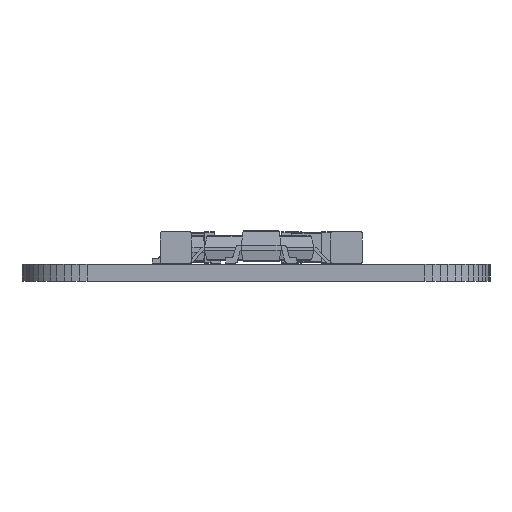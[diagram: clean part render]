
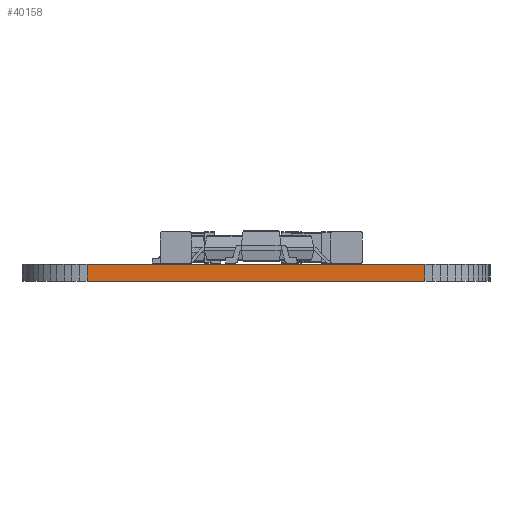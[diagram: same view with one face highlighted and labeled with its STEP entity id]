
A CAD part, front view. The second image highlights one B-rep face of the part: STEP entity #40158.
In plain terms, the highlighted planar face has unit normal (0, -1, 0).
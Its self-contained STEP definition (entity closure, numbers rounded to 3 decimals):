
#33317 = PLANE('',#33318);
#33318 = AXIS2_PLACEMENT_3D('',#33319,#33320,#33321);
#33319 = CARTESIAN_POINT('',(7.62,-24.13,0.68));
#33320 = DIRECTION('',(-0.,-0.,-1.));
#33321 = DIRECTION('',(-1.,0.,0.));
#33371 = PLANE('',#33372);
#33372 = AXIS2_PLACEMENT_3D('',#33373,#33374,#33375);
#33373 = CARTESIAN_POINT('',(7.62,-24.13,0.));
#33374 = DIRECTION('',(-0.,-0.,-1.));
#33375 = DIRECTION('',(-1.,0.,0.));
#34180 = VERTEX_POINT('',#34181);
#34181 = CARTESIAN_POINT('',(14.404,-50.874,0.));
#34195 = PLANE('',#34196);
#34196 = AXIS2_PLACEMENT_3D('',#34197,#34198,#34199);
#34197 = CARTESIAN_POINT('',(14.719,-50.855,0.));
#34198 = DIRECTION('',(0.06,-0.998,0.));
#34199 = DIRECTION('',(-0.998,-0.06,0.));
#34207 = EDGE_CURVE('',#34180,#34208,#34210,.T.);
#34208 = VERTEX_POINT('',#34209);
#34209 = CARTESIAN_POINT('',(0.836,-50.874,0.));
#34210 = SURFACE_CURVE('',#34211,(#34215,#34222),.PCURVE_S1.);
#34211 = LINE('',#34212,#34213);
#34212 = CARTESIAN_POINT('',(14.404,-50.874,0.));
#34213 = VECTOR('',#34214,1.);
#34214 = DIRECTION('',(-1.,0.,0.));
#34215 = PCURVE('',#33371,#34216);
#34216 = DEFINITIONAL_REPRESENTATION('',(#34217),#34221);
#34217 = LINE('',#34218,#34219);
#34218 = CARTESIAN_POINT('',(-6.784,-26.744));
#34219 = VECTOR('',#34220,1.);
#34220 = DIRECTION('',(1.,0.));
#34221 = ( GEOMETRIC_REPRESENTATION_CONTEXT(2) 
PARAMETRIC_REPRESENTATION_CONTEXT() REPRESENTATION_CONTEXT('2D SPACE',''
  ) );
#34222 = PCURVE('',#34223,#34228);
#34223 = PLANE('',#34224);
#34224 = AXIS2_PLACEMENT_3D('',#34225,#34226,#34227);
#34225 = CARTESIAN_POINT('',(14.404,-50.874,0.));
#34226 = DIRECTION('',(0.,-1.,0.));
#34227 = DIRECTION('',(-1.,0.,0.));
#34228 = DEFINITIONAL_REPRESENTATION('',(#34229),#34233);
#34229 = LINE('',#34230,#34231);
#34230 = CARTESIAN_POINT('',(0.,0.));
#34231 = VECTOR('',#34232,1.);
#34232 = DIRECTION('',(1.,0.));
#34233 = ( GEOMETRIC_REPRESENTATION_CONTEXT(2) 
PARAMETRIC_REPRESENTATION_CONTEXT() REPRESENTATION_CONTEXT('2D SPACE',''
  ) );
#34251 = PLANE('',#34252);
#34252 = AXIS2_PLACEMENT_3D('',#34253,#34254,#34255);
#34253 = CARTESIAN_POINT('',(0.836,-50.874,0.));
#34254 = DIRECTION('',(-0.06,-0.998,0.));
#34255 = DIRECTION('',(-0.998,0.06,0.));
#36948 = VERTEX_POINT('',#36949);
#36949 = CARTESIAN_POINT('',(14.404,-50.874,0.68));
#36970 = EDGE_CURVE('',#36948,#36971,#36973,.T.);
#36971 = VERTEX_POINT('',#36972);
#36972 = CARTESIAN_POINT('',(0.836,-50.874,0.68));
#36973 = SURFACE_CURVE('',#36974,(#36978,#36985),.PCURVE_S1.);
#36974 = LINE('',#36975,#36976);
#36975 = CARTESIAN_POINT('',(14.404,-50.874,0.68));
#36976 = VECTOR('',#36977,1.);
#36977 = DIRECTION('',(-1.,0.,0.));
#36978 = PCURVE('',#33317,#36979);
#36979 = DEFINITIONAL_REPRESENTATION('',(#36980),#36984);
#36980 = LINE('',#36981,#36982);
#36981 = CARTESIAN_POINT('',(-6.784,-26.744));
#36982 = VECTOR('',#36983,1.);
#36983 = DIRECTION('',(1.,0.));
#36984 = ( GEOMETRIC_REPRESENTATION_CONTEXT(2) 
PARAMETRIC_REPRESENTATION_CONTEXT() REPRESENTATION_CONTEXT('2D SPACE',''
  ) );
#36985 = PCURVE('',#34223,#36986);
#36986 = DEFINITIONAL_REPRESENTATION('',(#36987),#36991);
#36987 = LINE('',#36988,#36989);
#36988 = CARTESIAN_POINT('',(0.,-0.68));
#36989 = VECTOR('',#36990,1.);
#36990 = DIRECTION('',(1.,0.));
#36991 = ( GEOMETRIC_REPRESENTATION_CONTEXT(2) 
PARAMETRIC_REPRESENTATION_CONTEXT() REPRESENTATION_CONTEXT('2D SPACE',''
  ) );
#40110 = EDGE_CURVE('',#34180,#36948,#40111,.T.);
#40111 = SURFACE_CURVE('',#40112,(#40116,#40123),.PCURVE_S1.);
#40112 = LINE('',#40113,#40114);
#40113 = CARTESIAN_POINT('',(14.404,-50.874,0.));
#40114 = VECTOR('',#40115,1.);
#40115 = DIRECTION('',(0.,0.,1.));
#40116 = PCURVE('',#34195,#40117);
#40117 = DEFINITIONAL_REPRESENTATION('',(#40118),#40122);
#40118 = LINE('',#40119,#40120);
#40119 = CARTESIAN_POINT('',(0.316,0.));
#40120 = VECTOR('',#40121,1.);
#40121 = DIRECTION('',(0.,-1.));
#40122 = ( GEOMETRIC_REPRESENTATION_CONTEXT(2) 
PARAMETRIC_REPRESENTATION_CONTEXT() REPRESENTATION_CONTEXT('2D SPACE',''
  ) );
#40123 = PCURVE('',#34223,#40124);
#40124 = DEFINITIONAL_REPRESENTATION('',(#40125),#40129);
#40125 = LINE('',#40126,#40127);
#40126 = CARTESIAN_POINT('',(0.,0.));
#40127 = VECTOR('',#40128,1.);
#40128 = DIRECTION('',(0.,-1.));
#40129 = ( GEOMETRIC_REPRESENTATION_CONTEXT(2) 
PARAMETRIC_REPRESENTATION_CONTEXT() REPRESENTATION_CONTEXT('2D SPACE',''
  ) );
#40158 = ADVANCED_FACE('',(#40159),#34223,.T.);
#40159 = FACE_BOUND('',#40160,.T.);
#40160 = EDGE_LOOP('',(#40161,#40162,#40163,#40184));
#40161 = ORIENTED_EDGE('',*,*,#40110,.T.);
#40162 = ORIENTED_EDGE('',*,*,#36970,.T.);
#40163 = ORIENTED_EDGE('',*,*,#40164,.F.);
#40164 = EDGE_CURVE('',#34208,#36971,#40165,.T.);
#40165 = SURFACE_CURVE('',#40166,(#40170,#40177),.PCURVE_S1.);
#40166 = LINE('',#40167,#40168);
#40167 = CARTESIAN_POINT('',(0.836,-50.874,0.));
#40168 = VECTOR('',#40169,1.);
#40169 = DIRECTION('',(0.,0.,1.));
#40170 = PCURVE('',#34223,#40171);
#40171 = DEFINITIONAL_REPRESENTATION('',(#40172),#40176);
#40172 = LINE('',#40173,#40174);
#40173 = CARTESIAN_POINT('',(13.569,0.));
#40174 = VECTOR('',#40175,1.);
#40175 = DIRECTION('',(0.,-1.));
#40176 = ( GEOMETRIC_REPRESENTATION_CONTEXT(2) 
PARAMETRIC_REPRESENTATION_CONTEXT() REPRESENTATION_CONTEXT('2D SPACE',''
  ) );
#40177 = PCURVE('',#34251,#40178);
#40178 = DEFINITIONAL_REPRESENTATION('',(#40179),#40183);
#40179 = LINE('',#40180,#40181);
#40180 = CARTESIAN_POINT('',(0.,0.));
#40181 = VECTOR('',#40182,1.);
#40182 = DIRECTION('',(0.,-1.));
#40183 = ( GEOMETRIC_REPRESENTATION_CONTEXT(2) 
PARAMETRIC_REPRESENTATION_CONTEXT() REPRESENTATION_CONTEXT('2D SPACE',''
  ) );
#40184 = ORIENTED_EDGE('',*,*,#34207,.F.);
